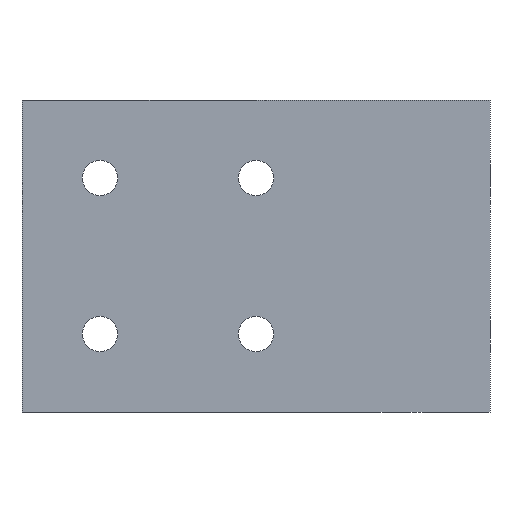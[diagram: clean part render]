
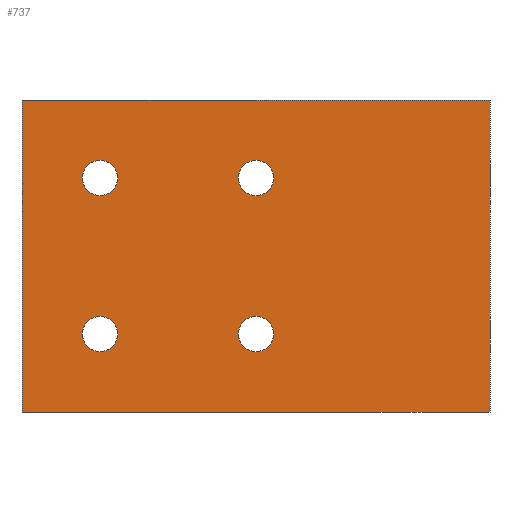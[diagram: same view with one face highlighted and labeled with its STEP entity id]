
A CAD part, left-side view. The second image highlights one B-rep face of the part: STEP entity #737.
In plain terms, the highlighted planar face has unit normal (-1, 0, 0).
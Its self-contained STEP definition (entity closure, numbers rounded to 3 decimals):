
#121=CARTESIAN_POINT('',(0.,60.,24.5));
#122=VERTEX_POINT('',#121);
#123=CARTESIAN_POINT('',(0.0,60.,20.0));
#124=DIRECTION('',(1.0,0.0,0.0));
#125=DIRECTION('',(0.0,0.0,-1.0));
#126=AXIS2_PLACEMENT_3D('',#123,#124,#125);
#127=CIRCLE('',#126,4.5);
#128=EDGE_CURVE('',#122,#122,#127,.T.);
#189=CARTESIAN_POINT('',(0.0,100.,-15.5));
#190=VERTEX_POINT('',#189);
#191=CARTESIAN_POINT('',(0.0,100.,-20.0));
#192=DIRECTION('',(1.0,0.0,0.0));
#193=DIRECTION('',(0.0,0.0,-1.0));
#194=AXIS2_PLACEMENT_3D('',#191,#192,#193);
#195=CIRCLE('',#194,4.5);
#196=EDGE_CURVE('',#190,#190,#195,.T.);
#257=CARTESIAN_POINT('',(0.,60.,-15.5));
#258=VERTEX_POINT('',#257);
#259=CARTESIAN_POINT('',(0.0,60.,-20.0));
#260=DIRECTION('',(1.0,0.0,0.0));
#261=DIRECTION('',(0.0,0.0,-1.0));
#262=AXIS2_PLACEMENT_3D('',#259,#260,#261);
#263=CIRCLE('',#262,4.5);
#264=EDGE_CURVE('',#258,#258,#263,.T.);
#597=CARTESIAN_POINT('',(0.0,100.,24.5));
#598=VERTEX_POINT('',#597);
#599=CARTESIAN_POINT('',(0.0,100.,20.0));
#600=DIRECTION('',(1.0,0.0,0.0));
#601=DIRECTION('',(0.0,0.0,-1.0));
#602=AXIS2_PLACEMENT_3D('',#599,#600,#601);
#603=CIRCLE('',#602,4.5);
#604=EDGE_CURVE('',#598,#598,#603,.T.);
#627=CARTESIAN_POINT('',(0.0,0.0,-40.0));
#628=VERTEX_POINT('',#627);
#635=CARTESIAN_POINT('',(0.0,120.0,-40.0));
#636=VERTEX_POINT('',#635);
#637=CARTESIAN_POINT('',(0.0,120.0,-40.0));
#638=DIRECTION('',(0.0,-1.0,0.0));
#639=VECTOR('',#638,120.0);
#640=LINE('',#637,#639);
#641=EDGE_CURVE('',#636,#628,#640,.T.);
#695=CARTESIAN_POINT('',(0.0,0.0,0.0));
#696=DIRECTION('',(-1.0,0.0,0.0));
#697=DIRECTION('',(0.0,0.0,1.0));
#698=AXIS2_PLACEMENT_3D('',#695,#696,#697);
#699=PLANE('',#698);
#700=CARTESIAN_POINT('',(0.0,0.0,40.0));
#701=VERTEX_POINT('',#700);
#702=CARTESIAN_POINT('',(0.0,120.0,40.0));
#703=VERTEX_POINT('',#702);
#704=CARTESIAN_POINT('',(0.0,0.0,40.0));
#705=DIRECTION('',(0.0,1.0,0.0));
#706=VECTOR('',#705,120.0);
#707=LINE('',#704,#706);
#708=EDGE_CURVE('',#701,#703,#707,.T.);
#709=ORIENTED_EDGE('',*,*,#708,.T.);
#710=CARTESIAN_POINT('',(0.0,120.0,-40.0));
#711=DIRECTION('',(0.0,0.0,1.0));
#712=VECTOR('',#711,80.0);
#713=LINE('',#710,#712);
#714=EDGE_CURVE('',#636,#703,#713,.T.);
#715=ORIENTED_EDGE('',*,*,#714,.F.);
#716=ORIENTED_EDGE('',*,*,#641,.T.);
#717=CARTESIAN_POINT('',(0.0,0.0,40.0));
#718=DIRECTION('',(0.0,0.0,-1.0));
#719=VECTOR('',#718,80.0);
#720=LINE('',#717,#719);
#721=EDGE_CURVE('',#701,#628,#720,.T.);
#722=ORIENTED_EDGE('',*,*,#721,.F.);
#723=EDGE_LOOP('',(#709,#715,#716,#722));
#724=FACE_OUTER_BOUND('',#723,.T.);
#725=ORIENTED_EDGE('',*,*,#128,.T.);
#726=EDGE_LOOP('',(#725));
#727=FACE_BOUND('',#726,.T.);
#728=ORIENTED_EDGE('',*,*,#196,.T.);
#729=EDGE_LOOP('',(#728));
#730=FACE_BOUND('',#729,.T.);
#731=ORIENTED_EDGE('',*,*,#264,.T.);
#732=EDGE_LOOP('',(#731));
#733=FACE_BOUND('',#732,.T.);
#734=ORIENTED_EDGE('',*,*,#604,.T.);
#735=EDGE_LOOP('',(#734));
#736=FACE_BOUND('',#735,.T.);
#737=ADVANCED_FACE('',(#724,#727,#730,#733,#736),#699,.T.);
